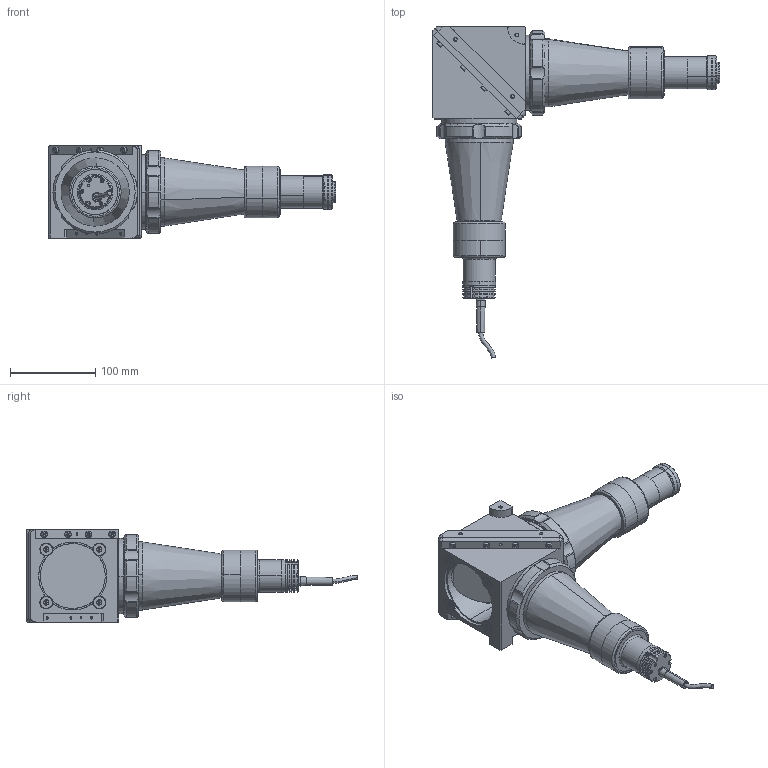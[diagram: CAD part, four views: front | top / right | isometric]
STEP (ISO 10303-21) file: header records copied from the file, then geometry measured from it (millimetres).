
FILE_DESCRIPTION (( 'STEP AP203' ), '1' );
FILE_NAME ('DP71659-D_TCCXQ016-G.step', '2022-09-21T09:19:27', ( '' ), ( '' ), 'SwSTEP 2.0', 'SolidWorks 2021', '' );
FILE_SCHEMA (( 'CONFIG_CONTROL_DESIGN' ));
Length unit declared in the file: millimetre
Products named in the file (1): DP71659-D_TCCXQ016-G
Bounding box: 337.04 x 389.47 x 108 mm (x, y, z)
Surface area: 213647.1 mm2 (no closed solid volume)
Topology: 0 solids, 72 shells, 578 faces, 1763 edges, 1225 vertices
Faces by surface type: cylinder 272, plane 160, cone 109, bspline 21, torus 16
Entity records: 25213 total; most frequent: CARTESIAN_POINT 9622, DIRECTION 3341, ORIENTED_EDGE 2864, EDGE_CURVE 1735, AXIS2_PLACEMENT_3D 1272, VERTEX_POINT 1225, VECTOR 797, LINE 797
